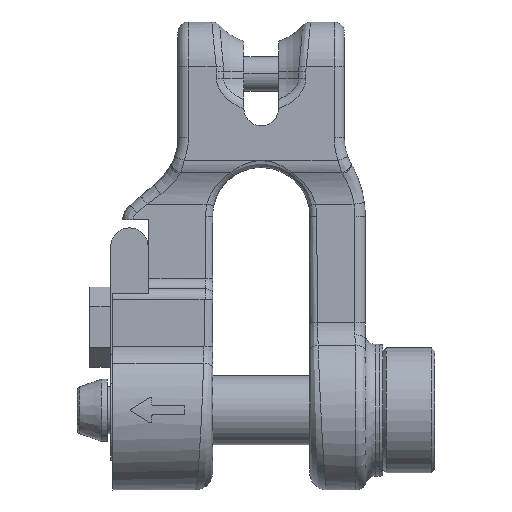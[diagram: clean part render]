
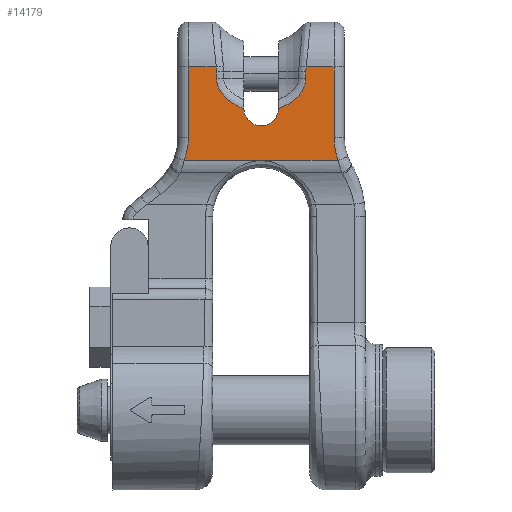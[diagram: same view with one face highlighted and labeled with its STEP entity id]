
A CAD part, top view. The second image highlights one B-rep face of the part: STEP entity #14179.
In plain terms, the highlighted planar face has unit normal (0, 0, 1).
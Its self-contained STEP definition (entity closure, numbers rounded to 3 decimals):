
#2988=DIRECTION('',(-1.,0.,0.));
#2989=VECTOR('',#2988,22.199);
#2990=CARTESIAN_POINT('',(11.099,36.037,6.5));
#2991=LINE('42582',#2990,#2989);
#3126=CARTESIAN_POINT('',(0.,43.5,6.5));
#3127=DIRECTION('',(0.,0.,-1.));
#3128=DIRECTION('',(1.,-0.003,0.));
#3129=AXIS2_PLACEMENT_3D('',#3126,#3127,#3128);
#3131=CARTESIAN_POINT('',(2.5,43.497,6.5));
#3132=CARTESIAN_POINT('',(2.71,43.568,6.5));
#3133=CARTESIAN_POINT('',(3.103,43.718,6.5));
#3134=CARTESIAN_POINT('',(3.616,43.971,6.5));
#3135=CARTESIAN_POINT('',(4.062,44.232,6.5));
#3136=CARTESIAN_POINT('',(4.451,44.499,6.5));
#3137=CARTESIAN_POINT('',(4.79,44.768,6.5));
#3138=CARTESIAN_POINT('',(5.083,45.034,6.5));
#3139=CARTESIAN_POINT('',(5.335,45.295,6.5));
#3140=CARTESIAN_POINT('',(5.55,45.548,6.5));
#3141=CARTESIAN_POINT('',(5.734,45.793,6.5));
#3142=CARTESIAN_POINT('',(5.89,46.031,6.5));
#3143=CARTESIAN_POINT('',(6.021,46.26,6.5));
#3144=CARTESIAN_POINT('',(6.127,46.477,6.5));
#3145=CARTESIAN_POINT('',(6.211,46.679,6.5));
#3146=CARTESIAN_POINT('',(6.283,46.887,6.5));
#3147=CARTESIAN_POINT('',(6.345,47.112,6.5));
#3148=CARTESIAN_POINT('',(6.39,47.343,6.5));
#3149=CARTESIAN_POINT('',(6.417,47.574,6.5));
#3150=CARTESIAN_POINT('',(6.423,47.725,6.5));
#3151=CARTESIAN_POINT('',(6.423,47.8,6.5));
#3153=DIRECTION('',(0.,1.,0.));
#3154=VECTOR('',#3153,1.);
#3155=CARTESIAN_POINT('',(6.423,47.8,6.5));
#3156=LINE('37075',#3155,#3154);
#3157=CARTESIAN_POINT('',(6.423,48.8,6.5));
#3158=CARTESIAN_POINT('',(6.423,48.916,6.5));
#3159=CARTESIAN_POINT('',(6.431,49.149,6.5));
#3160=CARTESIAN_POINT('',(6.458,49.383,6.5));
#3161=CARTESIAN_POINT('',(6.475,49.5,6.5));
#3163=DIRECTION('',(1.,0.,0.));
#3164=VECTOR('',#3163,4.025);
#3165=CARTESIAN_POINT('',(6.475,49.5,6.5));
#3166=LINE('37088',#3165,#3164);
#3167=DIRECTION('',(0.,1.,0.));
#3168=VECTOR('',#3167,10.142);
#3169=CARTESIAN_POINT('',(10.5,39.358,6.5));
#3170=LINE('39804',#3169,#3168);
#3171=CARTESIAN_POINT('',(20.,39.358,6.5));
#3172=DIRECTION('',(0.,0.,-1.));
#3173=DIRECTION('',(-0.937,-0.35,0.));
#3174=AXIS2_PLACEMENT_3D('',#3171,#3172,#3173);
#3176=CARTESIAN_POINT('',(-20.,39.358,6.5));
#3177=DIRECTION('',(0.,0.,1.));
#3178=DIRECTION('',(0.937,-0.35,0.));
#3179=AXIS2_PLACEMENT_3D('',#3176,#3177,#3178);
#3181=DIRECTION('',(0.,1.,0.));
#3182=VECTOR('',#3181,10.142);
#3183=CARTESIAN_POINT('',(-10.5,39.358,6.5));
#3184=LINE('42715',#3183,#3182);
#3185=DIRECTION('',(1.,0.,0.));
#3186=VECTOR('',#3185,4.025);
#3187=CARTESIAN_POINT('',(-10.5,49.5,6.5));
#3188=LINE('37089',#3187,#3186);
#3189=CARTESIAN_POINT('',(-6.475,49.5,6.5));
#3190=CARTESIAN_POINT('',(-6.458,49.383,6.5));
#3191=CARTESIAN_POINT('',(-6.431,49.149,6.5));
#3192=CARTESIAN_POINT('',(-6.423,48.916,6.5));
#3193=CARTESIAN_POINT('',(-6.423,48.8,6.5));
#3195=DIRECTION('',(0.,-1.,0.));
#3196=VECTOR('',#3195,1.);
#3197=CARTESIAN_POINT('',(-6.423,48.8,6.5));
#3198=LINE('37079',#3197,#3196);
#3199=CARTESIAN_POINT('',(-6.423,47.8,6.5));
#3200=CARTESIAN_POINT('',(-6.423,47.704,6.5));
#3201=CARTESIAN_POINT('',(-6.413,47.509,6.5));
#3202=CARTESIAN_POINT('',(-6.367,47.203,6.5));
#3203=CARTESIAN_POINT('',(-6.291,46.904,6.5));
#3204=CARTESIAN_POINT('',(-6.194,46.632,6.5));
#3205=CARTESIAN_POINT('',(-6.083,46.382,6.5));
#3206=CARTESIAN_POINT('',(-5.937,46.108,6.5));
#3207=CARTESIAN_POINT('',(-5.759,45.828,6.5));
#3208=CARTESIAN_POINT('',(-5.543,45.537,6.5));
#3209=CARTESIAN_POINT('',(-5.285,45.238,6.5));
#3210=CARTESIAN_POINT('',(-4.978,44.933,6.5));
#3211=CARTESIAN_POINT('',(-4.618,44.625,6.5));
#3212=CARTESIAN_POINT('',(-4.195,44.316,6.5));
#3213=CARTESIAN_POINT('',(-3.682,44.003,6.5));
#3214=CARTESIAN_POINT('',(-3.104,43.716,6.5));
#3215=CARTESIAN_POINT('',(-2.705,43.567,6.5));
#3216=CARTESIAN_POINT('',(-2.5,43.497,6.5));
#8935=CARTESIAN_POINT('',(6.423,47.8,6.5));
#8936=CARTESIAN_POINT('',(6.423,48.8,6.5));
#8937=VERTEX_POINT('',#8935);
#8938=VERTEX_POINT('',#8936);
#8943=CARTESIAN_POINT('',(-6.423,48.8,6.5));
#8944=CARTESIAN_POINT('',(-6.423,47.8,6.5));
#8945=VERTEX_POINT('',#8943);
#8946=VERTEX_POINT('',#8944);
#8951=CARTESIAN_POINT('',(6.475,49.5,6.5));
#8952=CARTESIAN_POINT('',(10.5,49.5,6.5));
#8953=VERTEX_POINT('',#8951);
#8954=VERTEX_POINT('',#8952);
#8955=CARTESIAN_POINT('',(-10.5,49.5,6.5));
#8956=CARTESIAN_POINT('',(-6.475,49.5,6.5));
#8957=VERTEX_POINT('',#8955);
#8958=VERTEX_POINT('',#8956);
#9058=CARTESIAN_POINT('',(10.5,39.358,6.5));
#9059=VERTEX_POINT('',#9058);
#9062=CARTESIAN_POINT('',(11.099,36.037,6.5));
#9063=VERTEX_POINT('',#9062);
#9141=CARTESIAN_POINT('',(2.5,43.494,6.5));
#9142=CARTESIAN_POINT('',(-2.5,43.494,6.5));
#9143=VERTEX_POINT('',#9141);
#9144=VERTEX_POINT('',#9142);
#10285=CARTESIAN_POINT('',(-11.099,36.037,
6.5));
#10286=VERTEX_POINT('',#10285);
#10297=CARTESIAN_POINT('',(-10.5,39.358,6.5));
#10298=VERTEX_POINT('',#10297);
#14146=CARTESIAN_POINT('',(0.,0.,6.5));
#14147=DIRECTION('',(0.,0.,-1.));
#14148=DIRECTION('',(0.,-1.,0.));
#14149=AXIS2_PLACEMENT_3D('',#14146,#14147,#14148);
#14150=PLANE('4827',#14149);
#14152=ORIENTED_EDGE('40367',*,*,#14151,.F.);
#14154=ORIENTED_EDGE('40389',*,*,#14153,.T.);
#14156=ORIENTED_EDGE('37075',*,*,#14155,.T.);
#14158=ORIENTED_EDGE('37908',*,*,#14157,.T.);
#14160=ORIENTED_EDGE('37088',*,*,#14159,.T.);
#14162=ORIENTED_EDGE('39804',*,*,#14161,.F.);
#14163=ORIENTED_EDGE('39806',*,*,#14139,.F.);
#14164=ORIENTED_EDGE('42582',*,*,#13936,.T.);
#14166=ORIENTED_EDGE('42717',*,*,#14165,.T.);
#14168=ORIENTED_EDGE('42715',*,*,#14167,.T.);
#14170=ORIENTED_EDGE('37089',*,*,#14169,.T.);
#14172=ORIENTED_EDGE('37910',*,*,#14171,.T.);
#14174=ORIENTED_EDGE('37079',*,*,#14173,.T.);
#14176=ORIENTED_EDGE('40388',*,*,#14175,.T.);
#14177=EDGE_LOOP('4827',(#14152,#14154,#14156,#14158,#14160,#14162,#14163,
#14164,#14166,#14168,#14170,#14172,#14174,#14176));
#14178=FACE_OUTER_BOUND('4827',#14177,.F.);
#3130=CIRCLE('40367',#3129,2.5);
#3152=B_SPLINE_CURVE_WITH_KNOTS('40389',3,(#3131,#3132,#3133,#3134,#3135,#3136,
#3137,#3138,#3139,#3140,#3141,#3142,#3143,#3144,#3145,#3146,#3147,#3148,#3149,
#3150,#3151),.UNSPECIFIED.,.F.,.F.,(4,1,1,1,1,1,1,1,1,1,1,1,1,1,1,1,1,1,4),
(0.,0.056,0.111,0.167,0.222,
0.278,0.333,0.389,0.444,0.5,
0.556,0.611,0.667,0.722,
0.778,0.833,0.889,0.944,1.),
.UNSPECIFIED.);
#3162=B_SPLINE_CURVE_WITH_KNOTS('37908',3,(#3157,#3158,#3159,#3160,#3161),
.UNSPECIFIED.,.F.,.F.,(4,1,4),(0.,0.5,1.),.UNSPECIFIED.);
#3175=CIRCLE('39806',#3174,9.5);
#3180=CIRCLE('42717',#3179,9.5);
#3194=B_SPLINE_CURVE_WITH_KNOTS('37910',3,(#3189,#3190,#3191,#3192,#3193),
.UNSPECIFIED.,.F.,.F.,(4,1,4),(0.,0.5,1.),.UNSPECIFIED.);
#3217=B_SPLINE_CURVE_WITH_KNOTS('40388',3,(#3199,#3200,#3201,#3202,#3203,#3204,
#3205,#3206,#3207,#3208,#3209,#3210,#3211,#3212,#3213,#3214,#3215,#3216),
.UNSPECIFIED.,.F.,.F.,(4,1,1,1,1,1,1,1,1,1,1,1,1,1,1,4),(0.,0.067,
0.133,0.2,0.267,0.333,0.4,
0.467,0.533,0.6,0.667,0.733,
0.8,0.867,0.933,1.),.UNSPECIFIED.);
#13936=EDGE_CURVE('42582',#9063,#10286,#2991,.T.);
#14139=EDGE_CURVE('39806',#9063,#9059,#3175,.T.);
#14151=EDGE_CURVE('40367',#9143,#9144,#3130,.T.);
#14153=EDGE_CURVE('40389',#9143,#8937,#3152,.T.);
#14155=EDGE_CURVE('37075',#8937,#8938,#3156,.T.);
#14157=EDGE_CURVE('37908',#8938,#8953,#3162,.T.);
#14159=EDGE_CURVE('37088',#8953,#8954,#3166,.T.);
#14161=EDGE_CURVE('39804',#9059,#8954,#3170,.T.);
#14165=EDGE_CURVE('42717',#10286,#10298,#3180,.T.);
#14167=EDGE_CURVE('42715',#10298,#8957,#3184,.T.);
#14169=EDGE_CURVE('37089',#8957,#8958,#3188,.T.);
#14171=EDGE_CURVE('37910',#8958,#8945,#3194,.T.);
#14173=EDGE_CURVE('37079',#8945,#8946,#3198,.T.);
#14175=EDGE_CURVE('40388',#8946,#9144,#3217,.T.);
#14179=ADVANCED_FACE('4827',(#14178),#14150,.F.);
